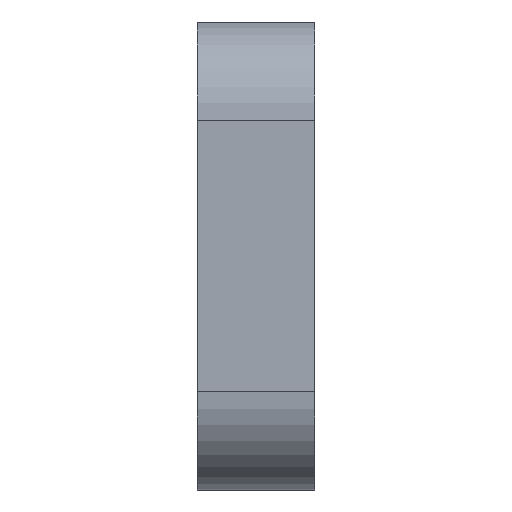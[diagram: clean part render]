
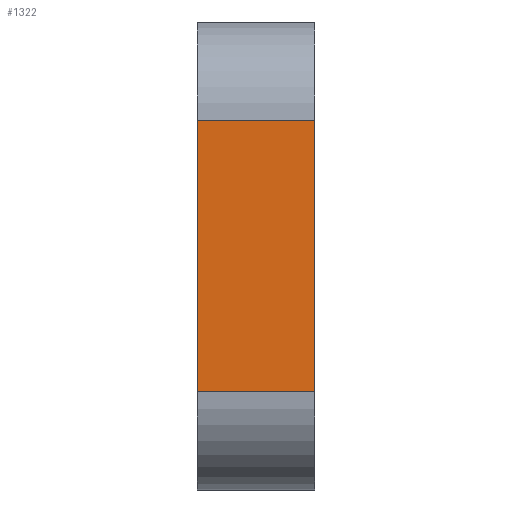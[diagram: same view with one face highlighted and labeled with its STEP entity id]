
A CAD part, left-side view. The second image highlights one B-rep face of the part: STEP entity #1322.
In plain terms, the highlighted planar face has unit normal (-1, 0, 0).
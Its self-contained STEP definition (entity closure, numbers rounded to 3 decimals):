
#1089=CARTESIAN_POINT('',(-527.0,-3.0,69.));
#1090=VERTEX_POINT('',#1089);
#1098=CARTESIAN_POINT('',(-527.0,-3.0,-69.));
#1099=VERTEX_POINT('',#1098);
#1100=CARTESIAN_POINT('',(-527.0,-3.0,69.));
#1101=DIRECTION('',(0.0,0.0,-1.0));
#1102=VECTOR('',#1101,138.);
#1103=LINE('',#1100,#1102);
#1104=EDGE_CURVE('',#1090,#1099,#1103,.T.);
#1272=CARTESIAN_POINT('',(-527.0,57.0,-69.));
#1273=VERTEX_POINT('',#1272);
#1290=CARTESIAN_POINT('',(-527.0,-3.0,-69.));
#1291=DIRECTION('',(0.0,1.0,0.0));
#1292=VECTOR('',#1291,60.0);
#1293=LINE('',#1290,#1292);
#1294=EDGE_CURVE('',#1099,#1273,#1293,.T.);
#1299=CARTESIAN_POINT('',(-527.0,0.0,-119.));
#1300=DIRECTION('',(-1.0,0.0,0.0));
#1301=DIRECTION('',(0.0,0.0,1.0));
#1302=AXIS2_PLACEMENT_3D('',#1299,#1300,#1301);
#1303=PLANE('',#1302);
#1304=ORIENTED_EDGE('',*,*,#1294,.F.);
#1305=ORIENTED_EDGE('',*,*,#1104,.F.);
#1306=CARTESIAN_POINT('',(-527.0,57.0,69.));
#1307=VERTEX_POINT('',#1306);
#1308=CARTESIAN_POINT('',(-527.0,57.0,69.));
#1309=DIRECTION('',(0.0,-1.0,0.0));
#1310=VECTOR('',#1309,60.0);
#1311=LINE('',#1308,#1310);
#1312=EDGE_CURVE('',#1307,#1090,#1311,.T.);
#1313=ORIENTED_EDGE('',*,*,#1312,.F.);
#1314=CARTESIAN_POINT('',(-527.0,57.0,-69.));
#1315=DIRECTION('',(0.0,0.0,1.0));
#1316=VECTOR('',#1315,138.);
#1317=LINE('',#1314,#1316);
#1318=EDGE_CURVE('',#1273,#1307,#1317,.T.);
#1319=ORIENTED_EDGE('',*,*,#1318,.F.);
#1320=EDGE_LOOP('',(#1304,#1305,#1313,#1319));
#1321=FACE_OUTER_BOUND('',#1320,.T.);
#1322=ADVANCED_FACE('',(#1321),#1303,.T.);
